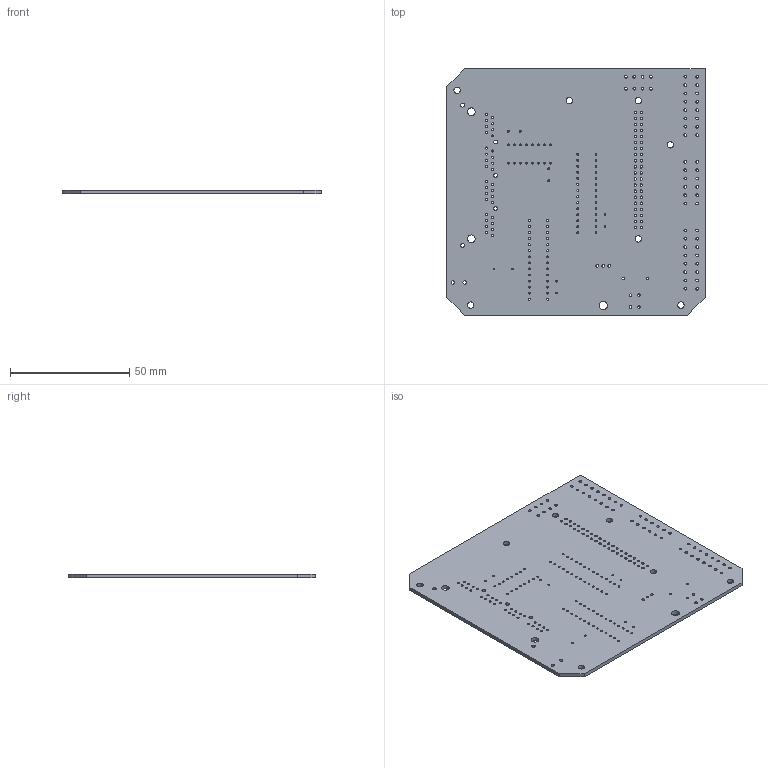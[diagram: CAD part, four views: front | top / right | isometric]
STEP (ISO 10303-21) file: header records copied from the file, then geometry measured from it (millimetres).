
FILE_DESCRIPTION(('KiCad electronic assembly'),'2;1');
FILE_NAME('SATS.step','2023-03-28T12:08:29',('Pcbnew'),('Kicad'), 'Open CASCADE STEP processor 7.6','KiCad to STEP converter','Unknown' );
FILE_SCHEMA(('AUTOMOTIVE_DESIGN { 1 0 10303 214 1 1 1 1 }'));
Length unit declared in the file: millimetre
Products named in the file (2): SATS 1; SATS PCB
Assembly tree (1 placements, depth 2):
  SATS 1
    SATS PCB
Bounding box: 108.46 x 103.38 x 1.6 mm (x, y, z)
Volume: 17442.2 mm3; surface area: 23670.1 mm2
Topology: 1 solids, 1 shells, 242 faces, 720 edges, 480 vertices
Faces by surface type: cylinder 232, plane 10
Full cylindrical faces by diameter (mm): 0.8 x82, 0.889 x32, 1 x40, 1.1 x61, 1.4 x2, 1.6 x5, 2.7 x7, 3.2 x2, 3.5 x1
Entity records: 20135 total; most frequent: CARTESIAN_POINT 5668, DIRECTION 2648, ORIENTED_EDGE 1440, PCURVE 1440, DEFINITIONAL_REPRESENTATION 1440, LINE 1232, VECTOR 1232, EDGE_CURVE 720
